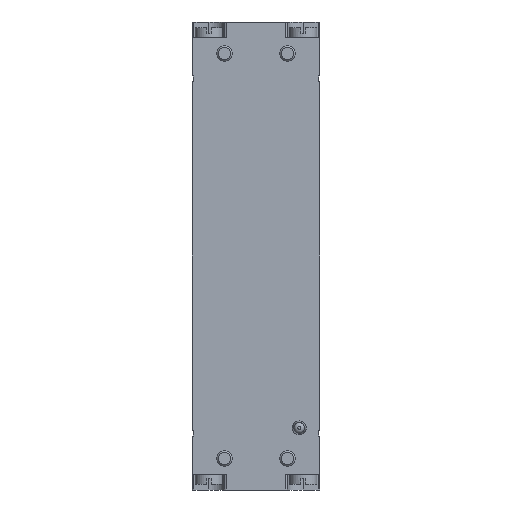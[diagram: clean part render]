
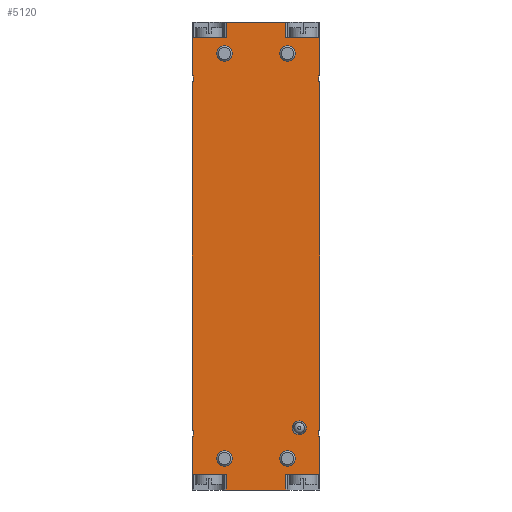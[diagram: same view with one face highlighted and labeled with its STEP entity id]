
A CAD part, front view. The second image highlights one B-rep face of the part: STEP entity #5120.
In plain terms, the highlighted planar face has unit normal (0, -1, 0).
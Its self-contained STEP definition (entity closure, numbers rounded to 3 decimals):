
#140=LINE('',#7871,#560);
#161=LINE('',#7924,#581);
#226=LINE('',#8228,#646);
#229=LINE('',#8250,#649);
#230=LINE('',#8253,#650);
#231=LINE('',#8255,#651);
#232=LINE('',#8256,#652);
#233=LINE('',#8258,#653);
#234=LINE('',#8260,#654);
#235=LINE('',#8262,#655);
#236=LINE('',#8264,#656);
#237=LINE('',#8266,#657);
#238=LINE('',#8267,#658);
#239=LINE('',#8269,#659);
#240=LINE('',#8271,#660);
#241=LINE('',#8273,#661);
#242=LINE('',#8275,#662);
#243=LINE('',#8277,#663);
#244=LINE('',#8279,#664);
#245=LINE('',#8281,#665);
#246=LINE('',#8283,#666);
#247=LINE('',#8285,#667);
#248=LINE('',#8287,#668);
#249=LINE('',#8289,#669);
#250=LINE('',#8291,#670);
#251=LINE('',#8292,#671);
#252=LINE('',#8294,#672);
#253=LINE('',#8296,#673);
#560=VECTOR('',#6139,1000.);
#581=VECTOR('',#6172,1000.);
#646=VECTOR('',#6409,1000.);
#649=VECTOR('',#6430,1000.);
#650=VECTOR('',#6431,1000.);
#651=VECTOR('',#6432,1000.);
#652=VECTOR('',#6433,1000.);
#653=VECTOR('',#6434,1000.);
#654=VECTOR('',#6435,1000.);
#655=VECTOR('',#6436,1000.);
#656=VECTOR('',#6437,1000.);
#657=VECTOR('',#6438,1000.);
#658=VECTOR('',#6439,1000.);
#659=VECTOR('',#6440,1000.);
#660=VECTOR('',#6441,1000.);
#661=VECTOR('',#6442,1000.);
#662=VECTOR('',#6443,1000.);
#663=VECTOR('',#6444,1000.);
#664=VECTOR('',#6445,1000.);
#665=VECTOR('',#6446,1000.);
#666=VECTOR('',#6447,1000.);
#667=VECTOR('',#6448,1000.);
#668=VECTOR('',#6449,1000.);
#669=VECTOR('',#6450,1000.);
#670=VECTOR('',#6451,1000.);
#671=VECTOR('',#6452,1000.);
#672=VECTOR('',#6453,1000.);
#673=VECTOR('',#6454,1000.);
#987=PLANE('',#5552);
#1244=CIRCLE('',#5553,1.75);
#1245=CIRCLE('',#5554,2.);
#1246=CIRCLE('',#5555,2.);
#1247=CIRCLE('',#5556,2.);
#1248=CIRCLE('',#5557,2.);
#1697=ORIENTED_EDGE('',*,*,#3177,.F.);
#1698=ORIENTED_EDGE('',*,*,#3178,.F.);
#1699=ORIENTED_EDGE('',*,*,#3179,.F.);
#1700=ORIENTED_EDGE('',*,*,#3180,.F.);
#1701=ORIENTED_EDGE('',*,*,#3181,.F.);
#1702=ORIENTED_EDGE('',*,*,#3182,.F.);
#1703=ORIENTED_EDGE('',*,*,#3183,.T.);
#1704=ORIENTED_EDGE('',*,*,#3184,.T.);
#1705=ORIENTED_EDGE('',*,*,#3171,.T.);
#1706=ORIENTED_EDGE('',*,*,#3185,.F.);
#1707=ORIENTED_EDGE('',*,*,#3186,.T.);
#1708=ORIENTED_EDGE('',*,*,#3187,.T.);
#1709=ORIENTED_EDGE('',*,*,#3188,.F.);
#1710=ORIENTED_EDGE('',*,*,#3189,.F.);
#1711=ORIENTED_EDGE('',*,*,#3190,.T.);
#1712=ORIENTED_EDGE('',*,*,#3042,.F.);
#1713=ORIENTED_EDGE('',*,*,#3191,.F.);
#1714=ORIENTED_EDGE('',*,*,#3192,.T.);
#1715=ORIENTED_EDGE('',*,*,#3193,.T.);
#1716=ORIENTED_EDGE('',*,*,#3194,.F.);
#1717=ORIENTED_EDGE('',*,*,#3195,.F.);
#1718=ORIENTED_EDGE('',*,*,#3196,.T.);
#1719=ORIENTED_EDGE('',*,*,#3197,.F.);
#1720=ORIENTED_EDGE('',*,*,#3198,.F.);
#1721=ORIENTED_EDGE('',*,*,#3199,.F.);
#1722=ORIENTED_EDGE('',*,*,#3200,.T.);
#1723=ORIENTED_EDGE('',*,*,#3201,.T.);
#1724=ORIENTED_EDGE('',*,*,#3202,.F.);
#1725=ORIENTED_EDGE('',*,*,#3203,.F.);
#1726=ORIENTED_EDGE('',*,*,#3016,.T.);
#1727=ORIENTED_EDGE('',*,*,#3204,.T.);
#1728=ORIENTED_EDGE('',*,*,#3205,.T.);
#1729=ORIENTED_EDGE('',*,*,#3206,.F.);
#3016=EDGE_CURVE('',#3754,#3753,#140,.T.);
#3042=EDGE_CURVE('',#3779,#3780,#161,.T.);
#3171=EDGE_CURVE('',#3885,#3884,#226,.T.);
#3177=EDGE_CURVE('',#3890,#3890,#1244,.F.);
#3178=EDGE_CURVE('',#3891,#3891,#1245,.F.);
#3179=EDGE_CURVE('',#3892,#3892,#1246,.F.);
#3180=EDGE_CURVE('',#3893,#3893,#1247,.F.);
#3181=EDGE_CURVE('',#3894,#3894,#1248,.F.);
#3182=EDGE_CURVE('',#3895,#3896,#229,.T.);
#3183=EDGE_CURVE('',#3895,#3897,#230,.T.);
#3184=EDGE_CURVE('',#3897,#3885,#231,.T.);
#3185=EDGE_CURVE('',#3898,#3884,#232,.T.);
#3186=EDGE_CURVE('',#3898,#3899,#233,.T.);
#3187=EDGE_CURVE('',#3899,#3900,#234,.T.);
#3188=EDGE_CURVE('',#3901,#3900,#235,.T.);
#3189=EDGE_CURVE('',#3902,#3901,#236,.T.);
#3190=EDGE_CURVE('',#3902,#3780,#237,.T.);
#3191=EDGE_CURVE('',#3903,#3779,#238,.T.);
#3192=EDGE_CURVE('',#3903,#3904,#239,.T.);
#3193=EDGE_CURVE('',#3904,#3905,#240,.T.);
#3194=EDGE_CURVE('',#3906,#3905,#241,.T.);
#3195=EDGE_CURVE('',#3907,#3906,#242,.T.);
#3196=EDGE_CURVE('',#3907,#3908,#243,.T.);
#3197=EDGE_CURVE('',#3909,#3908,#244,.T.);
#3198=EDGE_CURVE('',#3910,#3909,#245,.T.);
#3199=EDGE_CURVE('',#3911,#3910,#246,.T.);
#3200=EDGE_CURVE('',#3911,#3912,#247,.T.);
#3201=EDGE_CURVE('',#3912,#3913,#248,.T.);
#3202=EDGE_CURVE('',#3914,#3913,#249,.T.);
#3203=EDGE_CURVE('',#3754,#3914,#250,.T.);
#3204=EDGE_CURVE('',#3753,#3915,#251,.T.);
#3205=EDGE_CURVE('',#3915,#3916,#252,.T.);
#3206=EDGE_CURVE('',#3896,#3916,#253,.T.);
#3753=VERTEX_POINT('',#7870);
#3754=VERTEX_POINT('',#7872);
#3779=VERTEX_POINT('',#7923);
#3780=VERTEX_POINT('',#7925);
#3884=VERTEX_POINT('',#8227);
#3885=VERTEX_POINT('',#8229);
#3890=VERTEX_POINT('',#8241);
#3891=VERTEX_POINT('',#8243);
#3892=VERTEX_POINT('',#8245);
#3893=VERTEX_POINT('',#8247);
#3894=VERTEX_POINT('',#8249);
#3895=VERTEX_POINT('',#8251);
#3896=VERTEX_POINT('',#8252);
#3897=VERTEX_POINT('',#8254);
#3898=VERTEX_POINT('',#8257);
#3899=VERTEX_POINT('',#8259);
#3900=VERTEX_POINT('',#8261);
#3901=VERTEX_POINT('',#8263);
#3902=VERTEX_POINT('',#8265);
#3903=VERTEX_POINT('',#8268);
#3904=VERTEX_POINT('',#8270);
#3905=VERTEX_POINT('',#8272);
#3906=VERTEX_POINT('',#8274);
#3907=VERTEX_POINT('',#8276);
#3908=VERTEX_POINT('',#8278);
#3909=VERTEX_POINT('',#8280);
#3910=VERTEX_POINT('',#8282);
#3911=VERTEX_POINT('',#8284);
#3912=VERTEX_POINT('',#8286);
#3913=VERTEX_POINT('',#8288);
#3914=VERTEX_POINT('',#8290);
#3915=VERTEX_POINT('',#8293);
#3916=VERTEX_POINT('',#8295);
#4319=EDGE_LOOP('',(#1697));
#4320=EDGE_LOOP('',(#1698));
#4321=EDGE_LOOP('',(#1699));
#4322=EDGE_LOOP('',(#1700));
#4323=EDGE_LOOP('',(#1701));
#4324=EDGE_LOOP('',(#1702,#1703,#1704,#1705,#1706,#1707,#1708,#1709,#1710,
#1711,#1712,#1713,#1714,#1715,#1716,#1717,#1718,#1719,#1720,#1721,#1722,
#1723,#1724,#1725,#1726,#1727,#1728,#1729));
#4705=FACE_BOUND('',#4319,.T.);
#4706=FACE_BOUND('',#4320,.T.);
#4707=FACE_BOUND('',#4321,.T.);
#4708=FACE_BOUND('',#4322,.T.);
#4709=FACE_BOUND('',#4323,.T.);
#4710=FACE_BOUND('',#4324,.T.);
#5120=ADVANCED_FACE('',(#4705,#4706,#4707,#4708,#4709,#4710),#987,.F.);
#5552=AXIS2_PLACEMENT_3D('',#8239,#6418,#6419);
#5553=AXIS2_PLACEMENT_3D('',#8240,#6420,#6421);
#5554=AXIS2_PLACEMENT_3D('',#8242,#6422,#6423);
#5555=AXIS2_PLACEMENT_3D('',#8244,#6424,#6425);
#5556=AXIS2_PLACEMENT_3D('',#8246,#6426,#6427);
#5557=AXIS2_PLACEMENT_3D('',#8248,#6428,#6429);
#6139=DIRECTION('',(0.,0.,-1.));
#6172=DIRECTION('',(0.,0.,-1.));
#6409=DIRECTION('',(1.,0.,0.));
#6418=DIRECTION('',(0.,1.,0.));
#6419=DIRECTION('',(0.,0.,1.));
#6420=DIRECTION('',(0.,1.,0.));
#6421=DIRECTION('',(0.,0.,1.));
#6422=DIRECTION('',(0.,1.,0.));
#6423=DIRECTION('',(0.,0.,1.));
#6424=DIRECTION('',(0.,1.,0.));
#6425=DIRECTION('',(0.,0.,1.));
#6426=DIRECTION('',(0.,1.,0.));
#6427=DIRECTION('',(0.,0.,1.));
#6428=DIRECTION('',(0.,1.,0.));
#6429=DIRECTION('',(0.,0.,1.));
#6430=DIRECTION('',(0.,0.,1.));
#6431=DIRECTION('',(1.,0.,0.));
#6432=DIRECTION('',(0.,0.,-1.));
#6433=DIRECTION('',(0.,0.,-1.));
#6434=DIRECTION('',(1.,0.,0.));
#6435=DIRECTION('',(0.,0.,1.));
#6436=DIRECTION('',(1.,0.,0.));
#6437=DIRECTION('',(0.,0.,-1.));
#6438=DIRECTION('',(1.,0.,0.));
#6439=DIRECTION('',(1.,0.,0.));
#6440=DIRECTION('',(0.,0.,1.));
#6441=DIRECTION('',(1.,0.,0.));
#6442=DIRECTION('',(0.,0.,-1.));
#6443=DIRECTION('',(1.,0.,0.));
#6444=DIRECTION('',(0.,0.,1.));
#6445=DIRECTION('',(1.,0.,0.));
#6446=DIRECTION('',(0.,0.,1.));
#6447=DIRECTION('',(1.,0.,0.));
#6448=DIRECTION('',(0.,0.,-1.));
#6449=DIRECTION('',(1.,0.,0.));
#6450=DIRECTION('',(0.,0.,1.));
#6451=DIRECTION('',(1.,0.,0.));
#6452=DIRECTION('',(1.,0.,0.));
#6453=DIRECTION('',(0.,0.,-1.));
#6454=DIRECTION('',(1.,0.,0.));
#7870=CARTESIAN_POINT('',(-16.2,0.,-44.3));
#7871=CARTESIAN_POINT('',(-16.2,0.,45.8));
#7872=CARTESIAN_POINT('',(-16.2,0.,44.3));
#7923=CARTESIAN_POINT('',(16.2,0.,44.3));
#7924=CARTESIAN_POINT('',(16.2,0.,45.8));
#7925=CARTESIAN_POINT('',(16.2,0.,-44.3));
#8227=CARTESIAN_POINT('',(7.6,0.,-59.5));
#8228=CARTESIAN_POINT('',(-16.2,0.,-59.5));
#8229=CARTESIAN_POINT('',(-7.6,0.,-59.5));
#8239=CARTESIAN_POINT('',(-16.2,0.,45.8));
#8240=CARTESIAN_POINT('',(11.,0.,-43.7));
#8241=CARTESIAN_POINT('',(11.,0.,-41.95));
#8242=CARTESIAN_POINT('',(8.,0.,-51.5));
#8243=CARTESIAN_POINT('',(8.,0.,-49.5));
#8244=CARTESIAN_POINT('',(-8.,0.,-51.5));
#8245=CARTESIAN_POINT('',(-8.,0.,-49.5));
#8246=CARTESIAN_POINT('',(-8.,0.,51.5));
#8247=CARTESIAN_POINT('',(-8.,0.,53.5));
#8248=CARTESIAN_POINT('',(8.,0.,51.5));
#8249=CARTESIAN_POINT('',(8.,0.,53.5));
#8250=CARTESIAN_POINT('',(-16.2,0.,-59.5));
#8251=CARTESIAN_POINT('',(-16.2,0.,-55.5));
#8252=CARTESIAN_POINT('',(-16.2,0.,-45.8));
#8253=CARTESIAN_POINT('',(-16.2,0.,-55.5));
#8254=CARTESIAN_POINT('',(-7.6,0.,-55.5));
#8255=CARTESIAN_POINT('',(-7.6,0.,-55.5));
#8256=CARTESIAN_POINT('',(7.6,0.,-55.5));
#8257=CARTESIAN_POINT('',(7.6,0.,-55.5));
#8258=CARTESIAN_POINT('',(-16.2,0.,-55.5));
#8259=CARTESIAN_POINT('',(16.2,0.,-55.5));
#8260=CARTESIAN_POINT('',(16.2,0.,-59.5));
#8261=CARTESIAN_POINT('',(16.2,0.,-45.8));
#8262=CARTESIAN_POINT('',(-16.2,0.,-45.8));
#8263=CARTESIAN_POINT('',(16.,0.,-45.8));
#8264=CARTESIAN_POINT('',(16.,0.,-44.3));
#8265=CARTESIAN_POINT('',(16.,0.,-44.3));
#8266=CARTESIAN_POINT('',(-16.2,0.,-44.3));
#8267=CARTESIAN_POINT('',(-16.2,0.,44.3));
#8268=CARTESIAN_POINT('',(16.,0.,44.3));
#8269=CARTESIAN_POINT('',(16.,0.,44.3));
#8270=CARTESIAN_POINT('',(16.,0.,45.8));
#8271=CARTESIAN_POINT('',(-16.2,0.,45.8));
#8272=CARTESIAN_POINT('',(16.2,0.,45.8));
#8273=CARTESIAN_POINT('',(16.2,0.,59.5));
#8274=CARTESIAN_POINT('',(16.2,0.,55.5));
#8275=CARTESIAN_POINT('',(-16.2,0.,55.5));
#8276=CARTESIAN_POINT('',(7.6,0.,55.5));
#8277=CARTESIAN_POINT('',(7.6,0.,55.5));
#8278=CARTESIAN_POINT('',(7.6,0.,59.5));
#8279=CARTESIAN_POINT('',(-16.2,0.,59.5));
#8280=CARTESIAN_POINT('',(-7.6,0.,59.5));
#8281=CARTESIAN_POINT('',(-7.6,0.,55.5));
#8282=CARTESIAN_POINT('',(-7.6,0.,55.5));
#8283=CARTESIAN_POINT('',(-16.2,0.,55.5));
#8284=CARTESIAN_POINT('',(-16.2,0.,55.5));
#8285=CARTESIAN_POINT('',(-16.2,0.,59.5));
#8286=CARTESIAN_POINT('',(-16.2,0.,45.8));
#8287=CARTESIAN_POINT('',(-16.2,0.,45.8));
#8288=CARTESIAN_POINT('',(-16.,0.,45.8));
#8289=CARTESIAN_POINT('',(-16.,0.,44.3));
#8290=CARTESIAN_POINT('',(-16.,0.,44.3));
#8291=CARTESIAN_POINT('',(-16.2,0.,44.3));
#8292=CARTESIAN_POINT('',(-16.2,0.,-44.3));
#8293=CARTESIAN_POINT('',(-16.,0.,-44.3));
#8294=CARTESIAN_POINT('',(-16.,0.,-44.3));
#8295=CARTESIAN_POINT('',(-16.,0.,-45.8));
#8296=CARTESIAN_POINT('',(-16.2,0.,-45.8));
